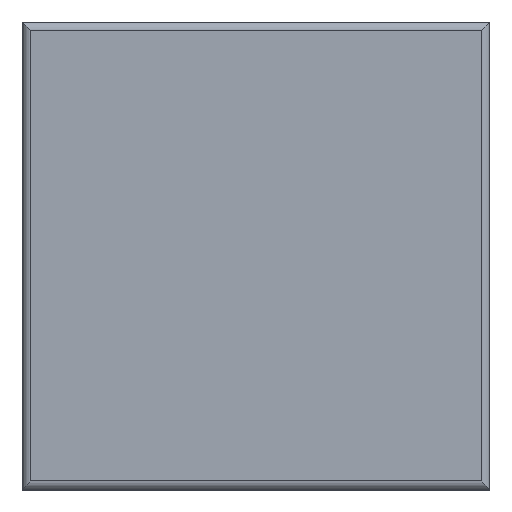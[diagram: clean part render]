
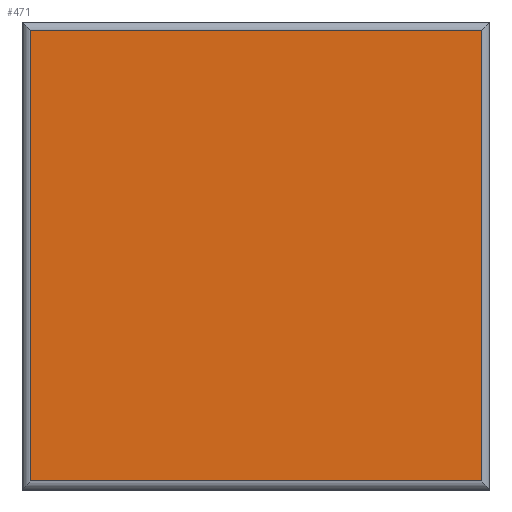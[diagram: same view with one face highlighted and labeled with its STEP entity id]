
A CAD part, top view. The second image highlights one B-rep face of the part: STEP entity #471.
In plain terms, the highlighted planar face has unit normal (0, 0, 1).
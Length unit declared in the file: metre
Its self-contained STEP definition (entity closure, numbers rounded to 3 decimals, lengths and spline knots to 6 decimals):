
#100=ORIENTED_EDGE('',*,*,#212,.T.);
#101=ORIENTED_EDGE('',*,*,#213,.T.);
#102=ORIENTED_EDGE('',*,*,#214,.T.);
#103=ORIENTED_EDGE('',*,*,#215,.T.);
#212=EDGE_CURVE('',#268,#269,#312,.F.);
#213=EDGE_CURVE('',#269,#270,#313,.F.);
#214=EDGE_CURVE('',#270,#271,#314,.T.);
#215=EDGE_CURVE('',#271,#268,#315,.T.);
#268=VERTEX_POINT('',#677);
#269=VERTEX_POINT('',#678);
#270=VERTEX_POINT('',#680);
#271=VERTEX_POINT('',#682);
#312=LINE('',#676,#328);
#313=LINE('',#679,#329);
#314=LINE('',#681,#330);
#315=LINE('',#683,#331);
#328=VECTOR('',#581,1.);
#329=VECTOR('',#582,1.);
#330=VECTOR('',#583,1.);
#331=VECTOR('',#584,1.);
#341=EDGE_LOOP('',(#100,#101,#102,#103));
#403=FACE_BOUND('',#341,.T.);
#461=PLANE('',#518);
#471=ADVANCED_FACE('',(#403),#461,.T.);
#518=AXIS2_PLACEMENT_3D('',#675,#579,#580);
#579=DIRECTION('',(0.,0.,1.));
#580=DIRECTION('',(1.,0.,0.));
#581=DIRECTION('',(-1.,0.,0.));
#582=DIRECTION('',(0.,-1.,0.));
#583=DIRECTION('',(-1.,0.,0.));
#584=DIRECTION('',(0.,-1.,0.));
#675=CARTESIAN_POINT('',(0.,0.,0.));
#676=CARTESIAN_POINT('',(0.13335,-0.12827,0.));
#677=CARTESIAN_POINT('',(-0.12827,-0.12827,0.));
#678=CARTESIAN_POINT('',(0.12827,-0.12827,0.));
#679=CARTESIAN_POINT('',(0.12827,0.13335,0.));
#680=CARTESIAN_POINT('',(0.12827,0.12827,0.));
#681=CARTESIAN_POINT('',(0.,0.12827,0.));
#682=CARTESIAN_POINT('',(-0.12827,0.12827,0.));
#683=CARTESIAN_POINT('',(-0.12827,0.,0.));
